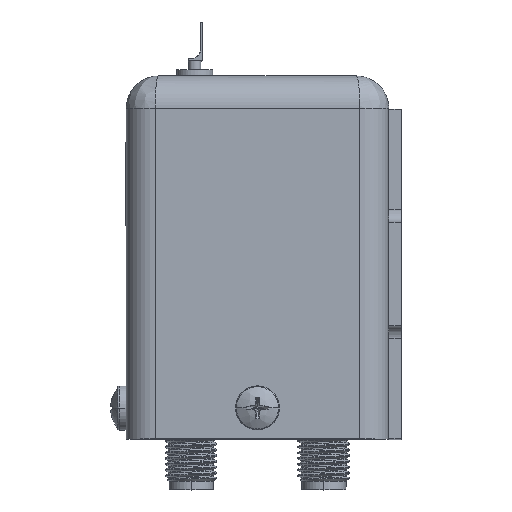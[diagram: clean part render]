
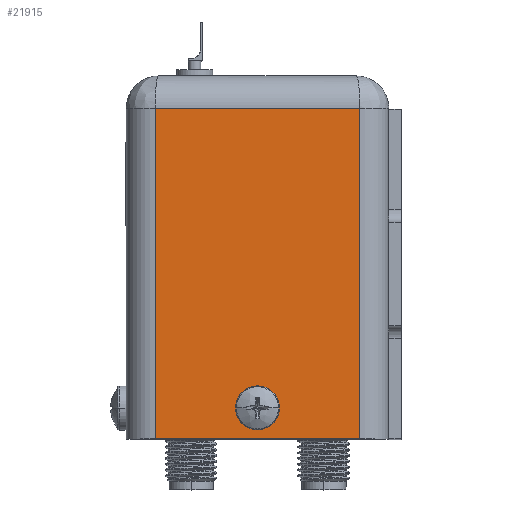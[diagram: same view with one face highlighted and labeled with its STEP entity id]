
A CAD part, top view. The second image highlights one B-rep face of the part: STEP entity #21915.
In plain terms, the highlighted face is planar.
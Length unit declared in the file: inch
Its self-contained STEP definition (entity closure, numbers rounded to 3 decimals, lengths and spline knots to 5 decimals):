
#357 = CARTESIAN_POINT ( 'NONE',  ( 0.633, 0., -0.493 ) ) ;
#568 = ORIENTED_EDGE ( 'NONE', *, *, #19210, .F. ) ;
#1414 = ORIENTED_EDGE ( 'NONE', *, *, #6000, .F. ) ;
#2032 = ORIENTED_EDGE ( 'NONE', *, *, #10314, .F. ) ;
#2369 = VECTOR ( 'NONE', #19993, 39.37008 ) ;
#2403 = CARTESIAN_POINT ( 'NONE',  ( 0.633, 1.75, -0.633 ) ) ;
#2725 = EDGE_LOOP ( 'NONE', ( #24351, #2032 ) ) ;
#2953 = FACE_OUTER_BOUND ( 'NONE', #14763, .T. ) ;
#3097 = VERTEX_POINT ( 'NONE', #15016 ) ;
#3905 = CARTESIAN_POINT ( 'NONE',  ( 0.633, 1.75, 0.493 ) ) ;
#3951 = EDGE_CURVE ( 'NONE', #26515, #17599, #18341, .T. ) ;
#5001 = PLANE ( 'NONE',  #23469 ) ;
#5547 = CIRCLE ( 'NONE', #24405, 0.075 ) ;
#5632 = CARTESIAN_POINT ( 'NONE',  ( 0.633, 0., 0.493 ) ) ;
#5842 = LINE ( 'NONE', #3905, #2369 ) ;
#6000 = EDGE_CURVE ( 'NONE', #26515, #16778, #5842, .T. ) ;
#6993 = VERTEX_POINT ( 'NONE', #8261 ) ;
#7454 = CARTESIAN_POINT ( 'NONE',  ( 0.633, 0.15, 0.075 ) ) ;
#8261 = CARTESIAN_POINT ( 'NONE',  ( 0.633, 0.15, -0.075 ) ) ;
#8434 = CARTESIAN_POINT ( 'NONE',  ( 0.633, 0.15, 0. ) ) ;
#8882 = DIRECTION ( 'NONE',  ( 0., 0., 1. ) ) ;
#9186 = VECTOR ( 'NONE', #16280, 39.37008 ) ;
#9955 = LINE ( 'NONE', #20250, #22401 ) ;
#10314 = EDGE_CURVE ( 'NONE', #12329, #6993, #5547, .T. ) ;
#10503 = DIRECTION ( 'NONE',  ( 1., 0., 0. ) ) ;
#10688 = AXIS2_PLACEMENT_3D ( 'NONE', #8434, #10503, #20935 ) ;
#11890 = CARTESIAN_POINT ( 'NONE',  ( 0.633, 1.594, 0.493 ) ) ;
#12138 = LINE ( 'NONE', #26538, #18546 ) ;
#12329 = VERTEX_POINT ( 'NONE', #7454 ) ;
#13262 = CARTESIAN_POINT ( 'NONE',  ( 0.633, 0.15, 0. ) ) ;
#14763 = EDGE_LOOP ( 'NONE', ( #15877, #1414, #24339, #568 ) ) ;
#15016 = CARTESIAN_POINT ( 'NONE',  ( 0.633, 1.594, -0.493 ) ) ;
#15176 = DIRECTION ( 'NONE',  ( 1., 0., 0. ) ) ;
#15328 = DIRECTION ( 'NONE',  ( -1., 0., 0. ) ) ;
#15877 = ORIENTED_EDGE ( 'NONE', *, *, #20477, .F. ) ;
#16280 = DIRECTION ( 'NONE',  ( 0., 0., -1. ) ) ;
#16409 = DIRECTION ( 'NONE',  ( 0., 0., -1. ) ) ;
#16728 = EDGE_CURVE ( 'NONE', #6993, #12329, #26452, .T. ) ;
#16778 = VERTEX_POINT ( 'NONE', #11890 ) ;
#17599 = VERTEX_POINT ( 'NONE', #357 ) ;
#18330 = DIRECTION ( 'NONE',  ( 0., -1., 0. ) ) ;
#18341 = LINE ( 'NONE', #26684, #9186 ) ;
#18546 = VECTOR ( 'NONE', #16409, 39.37008 ) ;
#19210 = EDGE_CURVE ( 'NONE', #3097, #17599, #9955, .T. ) ;
#19993 = DIRECTION ( 'NONE',  ( 0., 1., 0. ) ) ;
#20250 = CARTESIAN_POINT ( 'NONE',  ( 0.633, 1.75, -0.493 ) ) ;
#20477 = EDGE_CURVE ( 'NONE', #16778, #3097, #12138, .T. ) ;
#20935 = DIRECTION ( 'NONE',  ( 0., 0., -1. ) ) ;
#21354 = DIRECTION ( 'NONE',  ( 0., 0., -1. ) ) ;
#21915 = ADVANCED_FACE ( 'NONE', ( #2953, #25610 ), #5001, .F. ) ;
#22401 = VECTOR ( 'NONE', #18330, 39.37008 ) ;
#23469 = AXIS2_PLACEMENT_3D ( 'NONE', #2403, #15328, #8882 ) ;
#24339 = ORIENTED_EDGE ( 'NONE', *, *, #3951, .T. ) ;
#24351 = ORIENTED_EDGE ( 'NONE', *, *, #16728, .F. ) ;
#24405 = AXIS2_PLACEMENT_3D ( 'NONE', #13262, #15176, #21354 ) ;
#25610 = FACE_BOUND ( 'NONE', #2725, .T. ) ;
#26452 = CIRCLE ( 'NONE', #10688, 0.075 ) ;
#26515 = VERTEX_POINT ( 'NONE', #5632 ) ;
#26538 = CARTESIAN_POINT ( 'NONE',  ( 0.633, 1.594, -0.633 ) ) ;
#26684 = CARTESIAN_POINT ( 'NONE',  ( 0.633, 0., 0. ) ) ;
